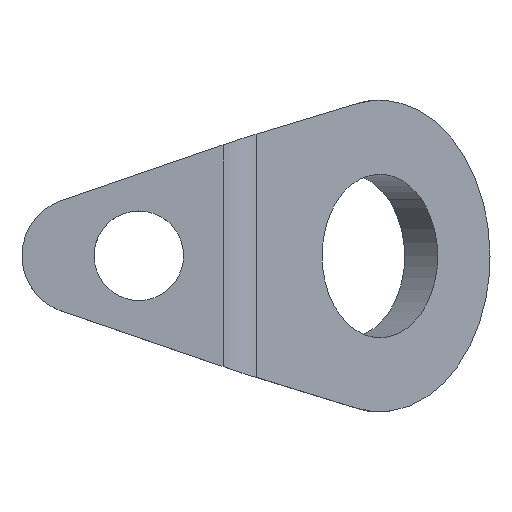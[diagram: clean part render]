
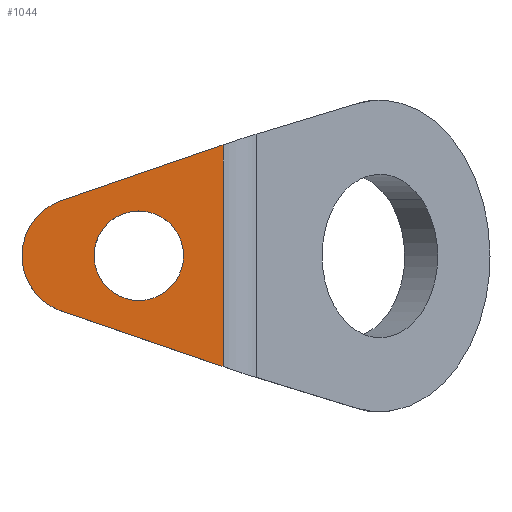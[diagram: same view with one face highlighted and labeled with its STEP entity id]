
A CAD part, top view. The second image highlights one B-rep face of the part: STEP entity #1044.
In plain terms, the highlighted free-form (B-spline) face has degree [1, 1] with [2, 2] control points.
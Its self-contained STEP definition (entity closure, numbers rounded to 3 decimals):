
#308=CARTESIAN_POINT('',(2.257,0.878,0.));
#309=VERTEX_POINT('',#308);
#310=CARTESIAN_POINT('',(1.85,0.0,0.0));
#311=VERTEX_POINT('',#310);
#312=CARTESIAN_POINT('',(2.257,0.878,0.));
#313=CARTESIAN_POINT('',(2.206,0.834,0.));
#314=CARTESIAN_POINT('',(2.106,0.734,0.));
#315=CARTESIAN_POINT('',(2.004,0.583,0.));
#316=CARTESIAN_POINT('',(1.922,0.414,0.));
#317=CARTESIAN_POINT('',(1.865,0.229,0.));
#318=CARTESIAN_POINT('',(1.85,0.078,0.));
#319=CARTESIAN_POINT('',(1.85,0.0,0.0));
#320=B_SPLINE_CURVE_WITH_KNOTS('',3,(#312,#313,#314,#315,#316,#317,#318,#319),.UNSPECIFIED.,.F.,.U.,(4,1,1,1,1,4),(0.,0.203,0.422,0.546,0.765,0.999),.UNSPECIFIED.);
#321=EDGE_CURVE('',#309,#311,#320,.T.);
#323=CARTESIAN_POINT('',(3.,-1.15,0.0));
#324=VERTEX_POINT('',#323);
#325=CARTESIAN_POINT('',(1.85,0.0,0.0));
#326=CARTESIAN_POINT('',(1.85,-0.066,0.0));
#327=CARTESIAN_POINT('',(1.862,-0.202,0.0));
#328=CARTESIAN_POINT('',(1.913,-0.394,0.0));
#329=CARTESIAN_POINT('',(1.999,-0.578,0.0));
#330=CARTESIAN_POINT('',(2.118,-0.748,0.0));
#331=CARTESIAN_POINT('',(2.26,-0.887,0.0));
#332=CARTESIAN_POINT('',(2.399,-0.984,0.0));
#333=CARTESIAN_POINT('',(2.541,-1.059,0.0));
#334=CARTESIAN_POINT('',(2.737,-1.129,0.0));
#335=CARTESIAN_POINT('',(2.901,-1.15,0.0));
#336=CARTESIAN_POINT('',(3.,-1.15,0.0));
#337=B_SPLINE_CURVE_WITH_KNOTS('',3,(#325,#326,#327,#328,#329,#330,#331,#332,#333,#334,#335,#336),.UNSPECIFIED.,.F.,.U.,(4,1,1,1,1,1,1,1,1,4),(0.,0.198,0.409,0.593,0.804,1.03,1.185,1.312,1.51,1.806),.UNSPECIFIED.);
#338=EDGE_CURVE('',#311,#324,#337,.T.);
#340=CARTESIAN_POINT('',(4.15,0.0,0.0));
#341=VERTEX_POINT('',#340);
#342=CARTESIAN_POINT('',(3.,-1.15,0.0));
#343=CARTESIAN_POINT('',(3.085,-1.15,0.0));
#344=CARTESIAN_POINT('',(3.231,-1.134,0.0));
#345=CARTESIAN_POINT('',(3.42,-1.075,0.0));
#346=CARTESIAN_POINT('',(3.594,-0.991,0.0));
#347=CARTESIAN_POINT('',(3.756,-0.876,0.0));
#348=CARTESIAN_POINT('',(3.893,-0.732,0.0));
#349=CARTESIAN_POINT('',(3.984,-0.601,0.0));
#350=CARTESIAN_POINT('',(4.059,-0.459,0.0));
#351=CARTESIAN_POINT('',(4.129,-0.263,0.0));
#352=CARTESIAN_POINT('',(4.15,-0.099,0.0));
#353=CARTESIAN_POINT('',(4.15,0.0,0.0));
#354=B_SPLINE_CURVE_WITH_KNOTS('',3,(#342,#343,#344,#345,#346,#347,#348,#349,#350,#351,#352,#353),.UNSPECIFIED.,.F.,.U.,(4,1,1,1,1,1,1,1,1,4),(0.,0.254,0.437,0.593,0.833,1.03,1.185,1.312,1.51,1.806),.UNSPECIFIED.);
#355=EDGE_CURVE('',#324,#341,#354,.T.);
#357=CARTESIAN_POINT('',(3.834,0.792,0.));
#358=VERTEX_POINT('',#357);
#359=CARTESIAN_POINT('',(4.15,0.0,0.0));
#360=CARTESIAN_POINT('',(4.15,0.091,0.));
#361=CARTESIAN_POINT('',(4.13,0.259,0.));
#362=CARTESIAN_POINT('',(4.059,0.462,0.));
#363=CARTESIAN_POINT('',(3.963,0.638,0.));
#364=CARTESIAN_POINT('',(3.887,0.736,0.));
#365=CARTESIAN_POINT('',(3.834,0.792,0.));
#366=B_SPLINE_CURVE_WITH_KNOTS('',3,(#359,#360,#361,#362,#363,#364,#365),.UNSPECIFIED.,.F.,.U.,(4,1,1,1,4),(0.,0.273,0.505,0.641,0.873),.UNSPECIFIED.);
#367=EDGE_CURVE('',#341,#358,#366,.T.);
#457=CARTESIAN_POINT('',(3.,1.15,0.0));
#458=VERTEX_POINT('',#457);
#459=CARTESIAN_POINT('',(3.,1.15,0.0));
#460=CARTESIAN_POINT('',(2.912,1.15,0.));
#461=CARTESIAN_POINT('',(2.765,1.133,0.));
#462=CARTESIAN_POINT('',(2.568,1.07,0.));
#463=CARTESIAN_POINT('',(2.405,0.99,0.));
#464=CARTESIAN_POINT('',(2.306,0.919,0.));
#465=CARTESIAN_POINT('',(2.257,0.878,0.));
#466=B_SPLINE_CURVE_WITH_KNOTS('',3,(#459,#460,#461,#462,#463,#464,#465),.UNSPECIFIED.,.F.,.U.,(4,1,1,1,4),(0.,0.265,0.441,0.618,0.807),.UNSPECIFIED.);
#467=EDGE_CURVE('',#458,#309,#466,.T.);
#493=CARTESIAN_POINT('',(3.834,0.792,0.));
#494=CARTESIAN_POINT('',(3.764,0.866,0.));
#495=CARTESIAN_POINT('',(3.638,0.967,0.));
#496=CARTESIAN_POINT('',(3.434,1.071,0.));
#497=CARTESIAN_POINT('',(3.233,1.134,0.));
#498=CARTESIAN_POINT('',(3.083,1.15,0.));
#499=CARTESIAN_POINT('',(3.,1.15,0.0));
#500=B_SPLINE_CURVE_WITH_KNOTS('',3,(#493,#494,#495,#496,#497,#498,#499),.UNSPECIFIED.,.F.,.U.,(4,1,1,1,4),(0.,0.306,0.481,0.685,0.933),.UNSPECIFIED.);
#501=EDGE_CURVE('',#358,#458,#500,.T.);
#676=CARTESIAN_POINT('',(5.164,-2.846,0.0));
#677=VERTEX_POINT('',#676);
#678=CARTESIAN_POINT('',(5.164,2.846,0.0));
#679=VERTEX_POINT('',#678);
#680=CARTESIAN_POINT('',(5.164,-2.846,0.0));
#681=CARTESIAN_POINT('',(5.164,2.846,0.0));
#682=QUASI_UNIFORM_CURVE('',1,(#680,#681),.UNSPECIFIED.,.F.,.U.);
#683=EDGE_CURVE('',#677,#679,#682,.T.);
#992=CARTESIAN_POINT('',(-0.258,3.13,0.0));
#993=CARTESIAN_POINT('',(5.422,3.13,0.0));
#994=CARTESIAN_POINT('',(-0.258,-3.13,0.0));
#995=CARTESIAN_POINT('',(5.422,-3.13,0.0));
#996=B_SPLINE_SURFACE_WITH_KNOTS('',1,1,((#992,#994),(#993,#995)),.UNSPECIFIED.,.F.,.F.,.U.,(2,2),(2,2),(0.0,5.68),(0.0,6.261),.UNSPECIFIED.);
#997=CARTESIAN_POINT('',(1.012,-1.418,0.0));
#998=VERTEX_POINT('',#997);
#999=CARTESIAN_POINT('',(1.012,-1.418,0.0));
#1000=CARTESIAN_POINT('',(5.164,-2.846,0.0));
#1001=QUASI_UNIFORM_CURVE('',1,(#999,#1000),.UNSPECIFIED.,.F.,.U.);
#1002=EDGE_CURVE('',#998,#677,#1001,.T.);
#1003=ORIENTED_EDGE('',*,*,#1002,.T.);
#1004=ORIENTED_EDGE('',*,*,#683,.T.);
#1005=CARTESIAN_POINT('',(1.012,1.418,0.0));
#1006=VERTEX_POINT('',#1005);
#1007=CARTESIAN_POINT('',(5.164,2.846,0.0));
#1008=CARTESIAN_POINT('',(1.012,1.418,0.0));
#1009=QUASI_UNIFORM_CURVE('',1,(#1007,#1008),.UNSPECIFIED.,.F.,.U.);
#1010=EDGE_CURVE('',#679,#1006,#1009,.T.);
#1011=ORIENTED_EDGE('',*,*,#1010,.T.);
#1012=CARTESIAN_POINT('',(1.012,1.418,0.0));
#1013=CARTESIAN_POINT('',(0.953,1.398,0.0));
#1014=CARTESIAN_POINT('',(0.823,1.344,0.0));
#1015=CARTESIAN_POINT('',(0.631,1.23,0.0));
#1016=CARTESIAN_POINT('',(0.463,1.09,0.0));
#1017=CARTESIAN_POINT('',(0.326,0.939,0.0));
#1018=CARTESIAN_POINT('',(0.222,0.793,0.0));
#1019=CARTESIAN_POINT('',(0.126,0.613,0.0));
#1020=CARTESIAN_POINT('',(0.055,0.422,0.0));
#1021=CARTESIAN_POINT('',(0.007,0.194,0.0));
#1022=CARTESIAN_POINT('',(-0.007,-0.039,0.0));
#1023=CARTESIAN_POINT('',(0.018,-0.256,0.0));
#1024=CARTESIAN_POINT('',(0.069,-0.463,0.0));
#1025=CARTESIAN_POINT('',(0.143,-0.653,0.0));
#1026=CARTESIAN_POINT('',(0.26,-0.855,0.0));
#1027=CARTESIAN_POINT('',(0.422,-1.055,0.0));
#1028=CARTESIAN_POINT('',(0.666,-1.264,0.0));
#1029=CARTESIAN_POINT('',(0.884,-1.374,0.0));
#1030=CARTESIAN_POINT('',(1.012,-1.418,0.0));
#1031=B_SPLINE_CURVE_WITH_KNOTS('',3,(#1012,#1013,#1014,#1015,#1016,#1017,#1018,#1019,#1020,#1021,#1022,#1023,#1024,#1025,#1026,#1027,#1028,#1029,#1030),.UNSPECIFIED.,.F.,.U.,(4,1,1,1,1,1,1,1,1,1,1,1,1,1,1,1,4),(0.,0.189,0.421,0.668,0.843,1.031,1.206,1.453,1.642,1.903,2.15,2.295,2.542,2.76,2.992,3.312,3.719),.UNSPECIFIED.);
#1032=EDGE_CURVE('',#1006,#998,#1031,.T.);
#1033=ORIENTED_EDGE('',*,*,#1032,.T.);
#1034=EDGE_LOOP('',(#1003,#1004,#1011,#1033));
#1035=FACE_OUTER_BOUND('',#1034,.T.);
#1036=ORIENTED_EDGE('',*,*,#338,.F.);
#1037=ORIENTED_EDGE('',*,*,#321,.F.);
#1038=ORIENTED_EDGE('',*,*,#467,.F.);
#1039=ORIENTED_EDGE('',*,*,#501,.F.);
#1040=ORIENTED_EDGE('',*,*,#367,.F.);
#1041=ORIENTED_EDGE('',*,*,#355,.F.);
#1042=EDGE_LOOP('',(#1036,#1037,#1038,#1039,#1040,#1041));
#1043=FACE_BOUND('',#1042,.T.);
#1044=ADVANCED_FACE('',(#1035,#1043),#996,.F.);
